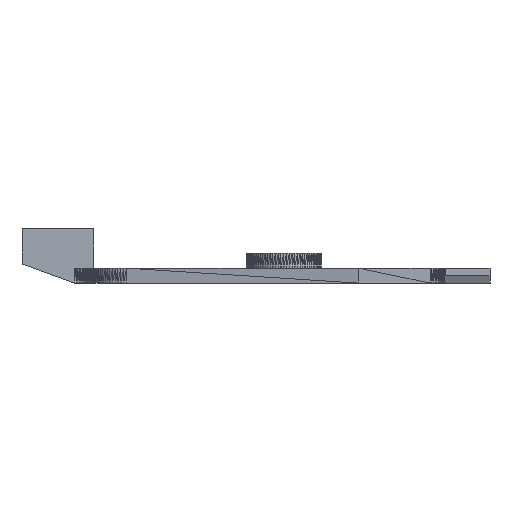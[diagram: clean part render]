
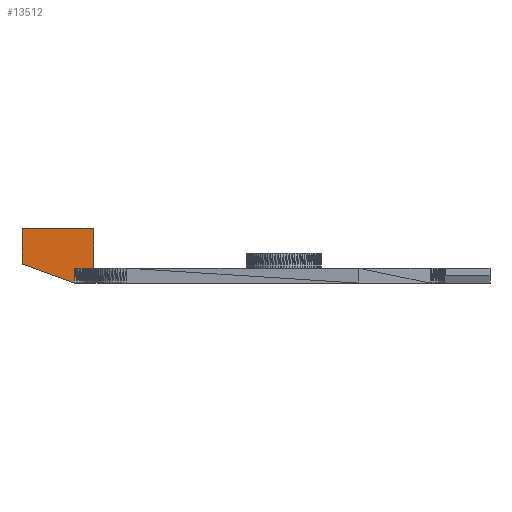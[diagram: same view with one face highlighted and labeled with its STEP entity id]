
A CAD part, front view. The second image highlights one B-rep face of the part: STEP entity #13512.
In plain terms, the highlighted planar face has unit normal (0, -1, 0).
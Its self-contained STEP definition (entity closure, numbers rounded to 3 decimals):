
#22=FACE_OUTER_BOUND('',#1045,.T.);
#1045=EDGE_LOOP('',(#8680,#8681,#8682,#8683,#8684,#8685));
#2075=LINE('',#19533,#3981);
#2077=LINE('',#19537,#3983);
#2078=LINE('',#19539,#3984);
#2079=LINE('',#19541,#3985);
#2080=LINE('',#19543,#3986);
#2081=LINE('',#19544,#3987);
#3981=VECTOR('',#15577,10.);
#3983=VECTOR('',#15581,10.);
#3984=VECTOR('',#15582,10.);
#3985=VECTOR('',#15583,10.);
#3986=VECTOR('',#15584,10.);
#3987=VECTOR('',#15585,10.);
#5887=VERTEX_POINT('',#19530);
#5888=VERTEX_POINT('',#19532);
#5889=VERTEX_POINT('',#19536);
#5890=VERTEX_POINT('',#19538);
#5891=VERTEX_POINT('',#19540);
#5892=VERTEX_POINT('',#19542);
#6772=EDGE_CURVE('',#5887,#5888,#2075,.T.);
#6774=EDGE_CURVE('',#5887,#5889,#2077,.T.);
#6775=EDGE_CURVE('',#5889,#5890,#2078,.T.);
#6776=EDGE_CURVE('',#5890,#5891,#2079,.T.);
#6777=EDGE_CURVE('',#5892,#5891,#2080,.T.);
#6778=EDGE_CURVE('',#5888,#5892,#2081,.T.);
#8680=ORIENTED_EDGE('',*,*,#6772,.F.);
#8681=ORIENTED_EDGE('',*,*,#6774,.T.);
#8682=ORIENTED_EDGE('',*,*,#6775,.T.);
#8683=ORIENTED_EDGE('',*,*,#6776,.T.);
#8684=ORIENTED_EDGE('',*,*,#6777,.F.);
#8685=ORIENTED_EDGE('',*,*,#6778,.F.);
#12489=PLANE('',#14549);
#13512=ADVANCED_FACE('',(#22),#12489,.T.);
#14549=AXIS2_PLACEMENT_3D('',#19535,#15579,#15580);
#15577=DIRECTION('',(-0.94,0.,0.342));
#15579=DIRECTION('center_axis',(0.,-1.,0.));
#15580=DIRECTION('ref_axis',(0.,0.,-1.));
#15581=DIRECTION('',(0.,0.,1.));
#15582=DIRECTION('',(1.,0.,0.));
#15583=DIRECTION('',(0.,0.,1.));
#15584=DIRECTION('',(1.,0.,0.));
#15585=DIRECTION('',(0.,0.,1.));
#19530=CARTESIAN_POINT('',(-242.85,107.5,0.));
#19532=CARTESIAN_POINT('',(-312.85,107.5,25.478));
#19533=CARTESIAN_POINT('',(-260.265,107.5,6.339));
#19535=CARTESIAN_POINT('Origin',(-217.18,107.5,70.));
#19536=CARTESIAN_POINT('',(-242.85,107.5,20.));
#19537=CARTESIAN_POINT('',(-242.85,107.5,0.));
#19538=CARTESIAN_POINT('',(-217.18,107.5,20.));
#19539=CARTESIAN_POINT('',(-242.85,107.5,20.));
#19540=CARTESIAN_POINT('',(-217.18,107.5,72.5));
#19541=CARTESIAN_POINT('',(-217.18,107.5,70.));
#19542=CARTESIAN_POINT('',(-312.85,107.5,72.5));
#19543=CARTESIAN_POINT('',(-312.85,107.5,72.5));
#19544=CARTESIAN_POINT('',(-312.85,107.5,0.));
